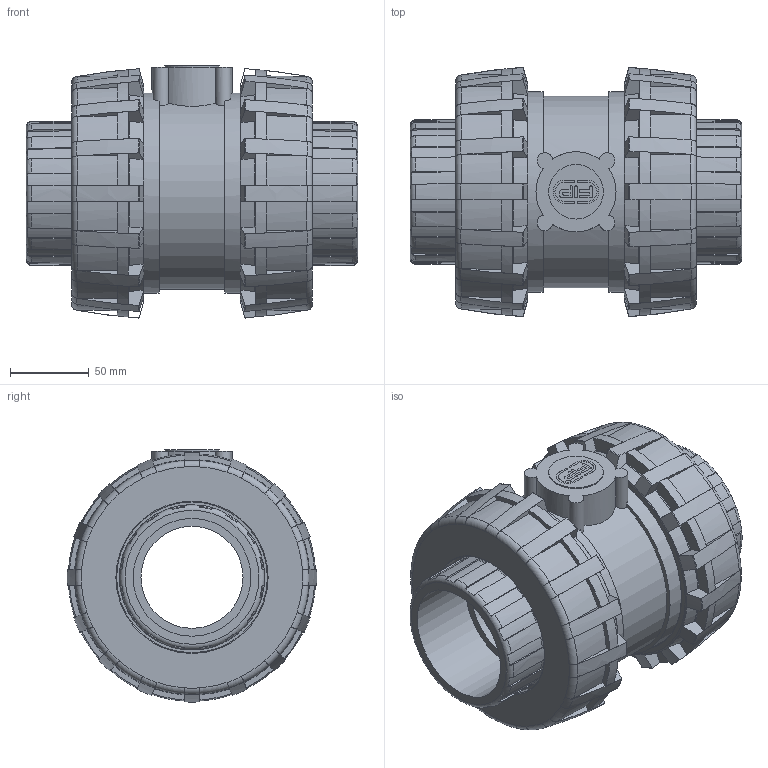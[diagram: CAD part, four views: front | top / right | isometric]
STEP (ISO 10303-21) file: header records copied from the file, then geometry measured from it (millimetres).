
FILE_DESCRIPTION(/* description */ (''),/* implementation_level */ '2;1');
FILE_NAME(/* name */ 'SXEIV075E.iam.stp',/* time_stamp */ '2013-10-01T10:25:38+02:00',/* author */ ('cmolini'),/* organization */ (''),/* preprocessor_version */ 'ST-DEVELOPER v15.2',/* originating_system */ 'Autodesk Inventor 2014',/* authorisation */ '');
FILE_SCHEMA (('AUTOMOTIVE_DESIGN { 1 0 10303 214 3 1 1 }'));
Length unit declared in the file: millimetre
Products named in the file (5): corpo valvola VEE 75; ENDIV075; NTVXE075V; Piastrina 63; SXEIV075E
Bounding box: 211 x 158.91 x 160.6 mm (x, y, z)
Volume: 1956126.8 mm3; surface area: 301486 mm2
Topology: 6 solids, 6 shells, 712 faces, 2037 edges, 1353 vertices
Faces by surface type: plane 224, cone 198, torus 174, bspline 64, cylinder 52
Full cylindrical faces by diameter (mm): 34.8 x1, 65 x3, 75 x2, 96 x2, 99.945 x2, 112.5 x2, 122.7 x2, 127.5 x2, 128.1 x2
Entity records: 15083 total; most frequent: CARTESIAN_POINT 5389, ORIENTED_EDGE 2188, DIRECTION 1848, EDGE_CURVE 1094, AXIS2_PLACEMENT_3D 768, VERTEX_POINT 738, EDGE_LOOP 432, ADVANCED_FACE 395
